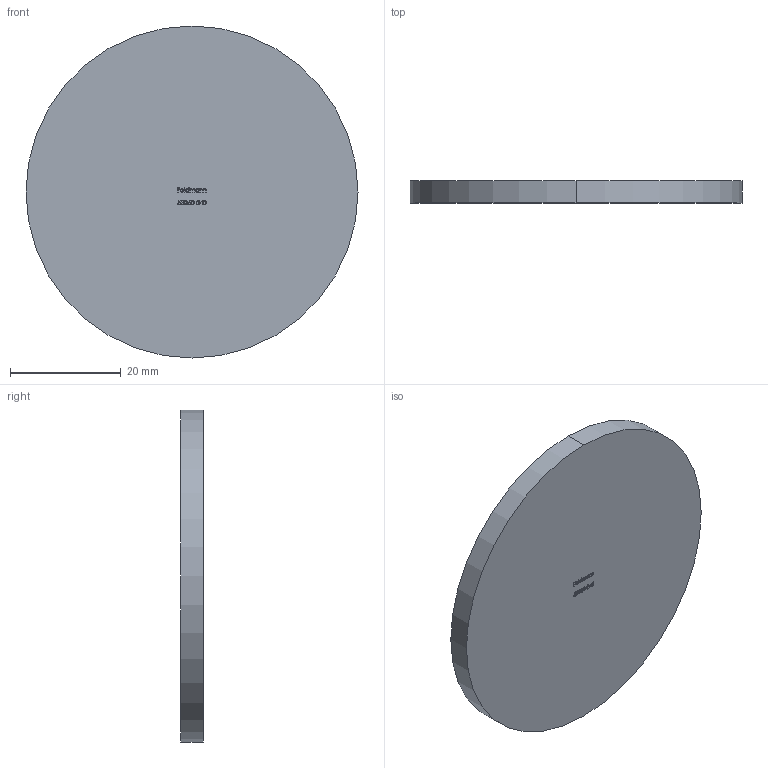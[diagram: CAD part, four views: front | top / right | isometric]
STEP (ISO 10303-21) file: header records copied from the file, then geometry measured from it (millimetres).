
FILE_DESCRIPTION (( 'STEP AP203' ), '1' );
FILE_NAME ('53060-240.step', '2020-10-16T11:31:53', ( '' ), ( '' ), 'SwSTEP 2.0', 'SolidWorks 2018', '' );
FILE_SCHEMA (( 'CONFIG_CONTROL_DESIGN' ));
Length unit declared in the file: millimetre
Products named in the file (2): 53060-240
Bounding box: 60 x 4 x 60 mm (x, y, z)
Volume: 11309.5 mm3; surface area: 6414.7 mm2
Topology: 1 solids, 1 shells, 230 faces, 609 edges, 406 vertices
Faces by surface type: plane 116, bspline 112, cylinder 2
Entity records: 13620 total; most frequent: CARTESIAN_POINT 8519, ORIENTED_EDGE 1218, DIRECTION 629, EDGE_CURVE 609, VERTEX_POINT 406, LINE 381, VECTOR 381, EDGE_LOOP 255
